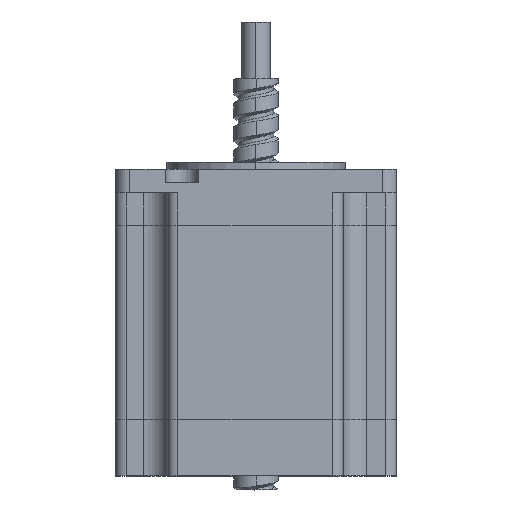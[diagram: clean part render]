
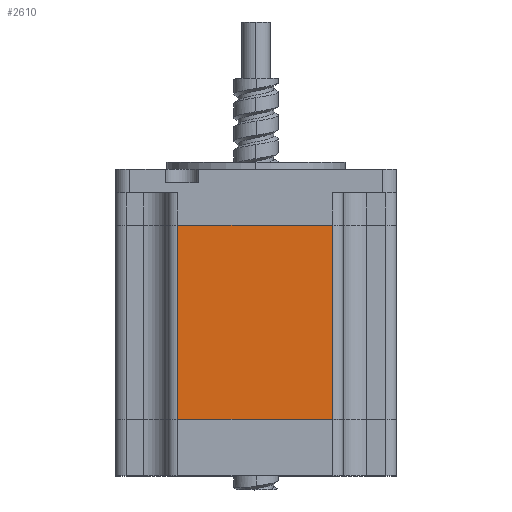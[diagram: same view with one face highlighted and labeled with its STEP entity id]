
A CAD part, top view. The second image highlights one B-rep face of the part: STEP entity #2610.
In plain terms, the highlighted planar face has unit normal (0, 0, 1).
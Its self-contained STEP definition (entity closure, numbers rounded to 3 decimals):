
#241 = LINE ( 'NONE', #1913, #13705 ) ;
#362 = DIRECTION ( 'NONE',  ( 0., 1., 0. ) ) ;
#1740 = EDGE_CURVE ( 'NONE', #16271, #4505, #19224, .T. ) ;
#1913 = CARTESIAN_POINT ( 'NONE',  ( 27., -7.001, 30. ) ) ;
#2076 = VERTEX_POINT ( 'NONE', #14753 ) ;
#2270 = CARTESIAN_POINT ( 'NONE',  ( 16.3, -60.5, 30. ) ) ;
#2610 = ADVANCED_FACE ( 'NONE', ( #14266 ), #15605, .F. ) ;
#2966 = CARTESIAN_POINT ( 'NONE',  ( 27., -48.49, 30. ) ) ;
#3942 = DIRECTION ( 'NONE',  ( 0., 1., 0. ) ) ;
#4505 = VERTEX_POINT ( 'NONE', #17078 ) ;
#5502 = EDGE_LOOP ( 'NONE', ( #18126, #9440, #16916, #19948 ) ) ;
#6752 = LINE ( 'NONE', #2966, #14242 ) ;
#6957 = LINE ( 'NONE', #10516, #16936 ) ;
#9440 = ORIENTED_EDGE ( 'NONE', *, *, #1740, .T. ) ;
#10115 = EDGE_CURVE ( 'NONE', #16271, #17996, #6752, .T. ) ;
#10516 = CARTESIAN_POINT ( 'NONE',  ( -16.7, -60.5, 30. ) ) ;
#11805 = CARTESIAN_POINT ( 'NONE',  ( 16.3, -48.49, 30. ) ) ;
#12594 = DIRECTION ( 'NONE',  ( 0., 0., -1. ) ) ;
#13705 = VECTOR ( 'NONE', #18535, 1000. ) ;
#14242 = VECTOR ( 'NONE', #21711, 1000. ) ;
#14266 = FACE_OUTER_BOUND ( 'NONE', #5502, .T. ) ;
#14597 = AXIS2_PLACEMENT_3D ( 'NONE', #21076, #12594, #19401 ) ;
#14753 = CARTESIAN_POINT ( 'NONE',  ( -16.7, -7.001, 30. ) ) ;
#15605 = PLANE ( 'NONE',  #14597 ) ;
#16271 = VERTEX_POINT ( 'NONE', #11805 ) ;
#16916 = ORIENTED_EDGE ( 'NONE', *, *, #17469, .F. ) ;
#16936 = VECTOR ( 'NONE', #362, 1000. ) ;
#17078 = CARTESIAN_POINT ( 'NONE',  ( 16.3, -7.001, 30. ) ) ;
#17469 = EDGE_CURVE ( 'NONE', #2076, #4505, #241, .T. ) ;
#17996 = VERTEX_POINT ( 'NONE', #20889 ) ;
#18126 = ORIENTED_EDGE ( 'NONE', *, *, #10115, .F. ) ;
#18535 = DIRECTION ( 'NONE',  ( 1., 0., 0. ) ) ;
#18634 = EDGE_CURVE ( 'NONE', #17996, #2076, #6957, .T. ) ;
#19224 = LINE ( 'NONE', #2270, #21722 ) ;
#19401 = DIRECTION ( 'NONE',  ( -1., 0., 0. ) ) ;
#19948 = ORIENTED_EDGE ( 'NONE', *, *, #18634, .F. ) ;
#20889 = CARTESIAN_POINT ( 'NONE',  ( -16.7, -48.49, 30. ) ) ;
#21076 = CARTESIAN_POINT ( 'NONE',  ( 27., 5., 30. ) ) ;
#21711 = DIRECTION ( 'NONE',  ( -1., 0., 0. ) ) ;
#21722 = VECTOR ( 'NONE', #3942, 1000. ) ;
